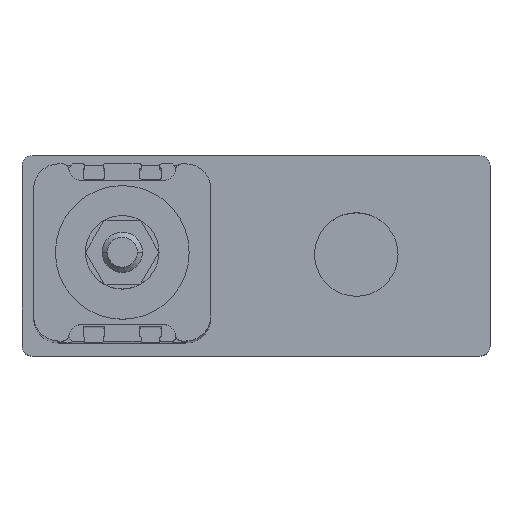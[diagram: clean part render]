
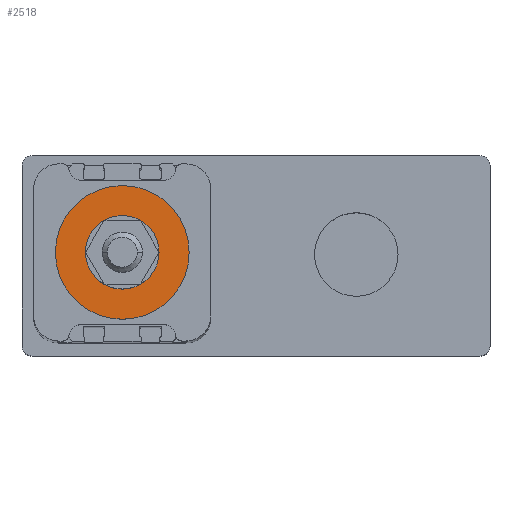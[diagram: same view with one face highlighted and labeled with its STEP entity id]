
A CAD part, top view. The second image highlights one B-rep face of the part: STEP entity #2518.
In plain terms, the highlighted planar face has unit normal (0, 0, 1).
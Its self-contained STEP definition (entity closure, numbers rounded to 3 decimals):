
#152 = AXIS2_PLACEMENT_3D ( 'NONE', #1617, #5236, #2120 ) ;
#154 = CARTESIAN_POINT ( 'NONE',  ( 11., 0., 340. ) ) ;
#240 = DIRECTION ( 'NONE',  ( 0., 0., 1. ) ) ;
#243 = DIRECTION ( 'NONE',  ( 1., 0., 0. ) ) ;
#373 = DIRECTION ( 'NONE',  ( 1., 0., 0. ) ) ;
#879 = CARTESIAN_POINT ( 'NONE',  ( -11., 0., 340. ) ) ;
#1523 = ORIENTED_EDGE ( 'NONE', *, *, #5387, .F. ) ;
#1560 = AXIS2_PLACEMENT_3D ( 'NONE', #2645, #6265, #3169 ) ;
#1604 = ORIENTED_EDGE ( 'NONE', *, *, #4691, .T. ) ;
#1617 = CARTESIAN_POINT ( 'NONE',  ( 0., 0., 340. ) ) ;
#1915 = CIRCLE ( 'NONE', #152, 11. ) ;
#1956 = CIRCLE ( 'NONE', #4478, 20. ) ;
#2113 = CARTESIAN_POINT ( 'NONE',  ( 20., 0., 340. ) ) ;
#2120 = DIRECTION ( 'NONE',  ( 1., 0., 0. ) ) ;
#2143 = AXIS2_PLACEMENT_3D ( 'NONE', #6584, #3484, #373 ) ;
#2502 = EDGE_CURVE ( 'NONE', #2884, #3610, #1915, .T. ) ;
#2518 = ADVANCED_FACE ( 'NONE', ( #4514, #5894 ), #3658, .T. ) ;
#2645 = CARTESIAN_POINT ( 'NONE',  ( 0., 0., 340. ) ) ;
#2733 = EDGE_CURVE ( 'NONE', #6220, #5584, #3367, .T. ) ;
#2884 = VERTEX_POINT ( 'NONE', #154 ) ;
#3169 = DIRECTION ( 'NONE',  ( 1., 0., 0. ) ) ;
#3347 = CARTESIAN_POINT ( 'NONE',  ( 0., 0., 340. ) ) ;
#3349 = DIRECTION ( 'NONE',  ( 0., 0., 1. ) ) ;
#3367 = CIRCLE ( 'NONE', #5025, 20. ) ;
#3484 = DIRECTION ( 'NONE',  ( 0., 0., 1. ) ) ;
#3610 = VERTEX_POINT ( 'NONE', #879 ) ;
#3658 = PLANE ( 'NONE',  #1560 ) ;
#3742 = ORIENTED_EDGE ( 'NONE', *, *, #2502, .F. ) ;
#3855 = DIRECTION ( 'NONE',  ( 1., 0., 0. ) ) ;
#4110 = EDGE_LOOP ( 'NONE', ( #1523, #3742 ) ) ;
#4352 = EDGE_LOOP ( 'NONE', ( #5321, #1604 ) ) ;
#4478 = AXIS2_PLACEMENT_3D ( 'NONE', #6449, #3349, #243 ) ;
#4514 = FACE_BOUND ( 'NONE', #4110, .T. ) ;
#4691 = EDGE_CURVE ( 'NONE', #5584, #6220, #1956, .T. ) ;
#4708 = CARTESIAN_POINT ( 'NONE',  ( -20., 0., 340. ) ) ;
#4879 = CIRCLE ( 'NONE', #2143, 11. ) ;
#5025 = AXIS2_PLACEMENT_3D ( 'NONE', #3347, #240, #3855 ) ;
#5236 = DIRECTION ( 'NONE',  ( 0., 0., 1. ) ) ;
#5321 = ORIENTED_EDGE ( 'NONE', *, *, #2733, .T. ) ;
#5387 = EDGE_CURVE ( 'NONE', #3610, #2884, #4879, .T. ) ;
#5584 = VERTEX_POINT ( 'NONE', #2113 ) ;
#5894 = FACE_OUTER_BOUND ( 'NONE', #4352, .T. ) ;
#6220 = VERTEX_POINT ( 'NONE', #4708 ) ;
#6265 = DIRECTION ( 'NONE',  ( 0., 0., 1. ) ) ;
#6449 = CARTESIAN_POINT ( 'NONE',  ( 0., 0., 340. ) ) ;
#6584 = CARTESIAN_POINT ( 'NONE',  ( 0., 0., 340. ) ) ;
